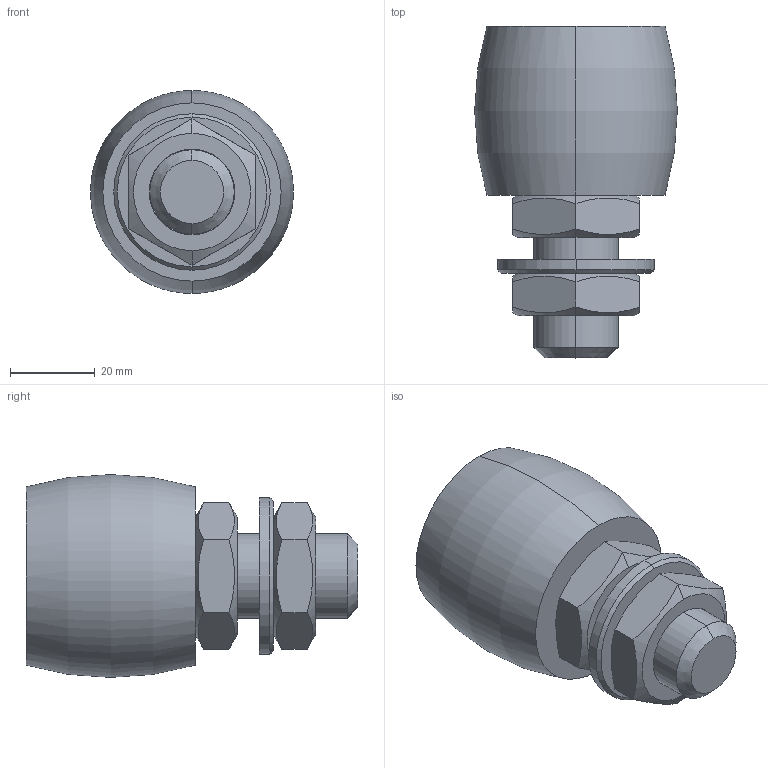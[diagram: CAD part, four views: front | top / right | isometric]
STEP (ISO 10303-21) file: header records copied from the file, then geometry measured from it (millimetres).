
FILE_DESCRIPTION (( 'STEP AP214' ), '1' );
FILE_NAME ('0013468_594-048_(A-01).step', '2019-12-02T08:14:43', ( '' ), ( '' ), 'SwSTEP 2.0', 'SolidWorks 2018', '' );
FILE_SCHEMA (( 'AUTOMOTIVE_DESIGN' ));
Length unit declared in the file: millimetre
Products named in the file (1): 0013468_594-048_(A-01)
Bounding box: 47.94 x 78.5 x 48 mm (x, y, z)
Volume: 89053.8 mm3; surface area: 24391.9 mm2
Topology: 6 solids, 6 shells, 71 faces, 152 edges, 96 vertices
Faces by surface type: plane 26, cone 22, cylinder 20, torus 2, bspline 1
Entity records: 3123 total; most frequent: CARTESIAN_POINT 689, DIRECTION 340, ORIENTED_EDGE 304, EDGE_CURVE 152, AXIS2_PLACEMENT_3D 143, VERTEX_POINT 96, EDGE_LOOP 84, UNCERTAINTY_MEASURE_WITH_UNIT 79
